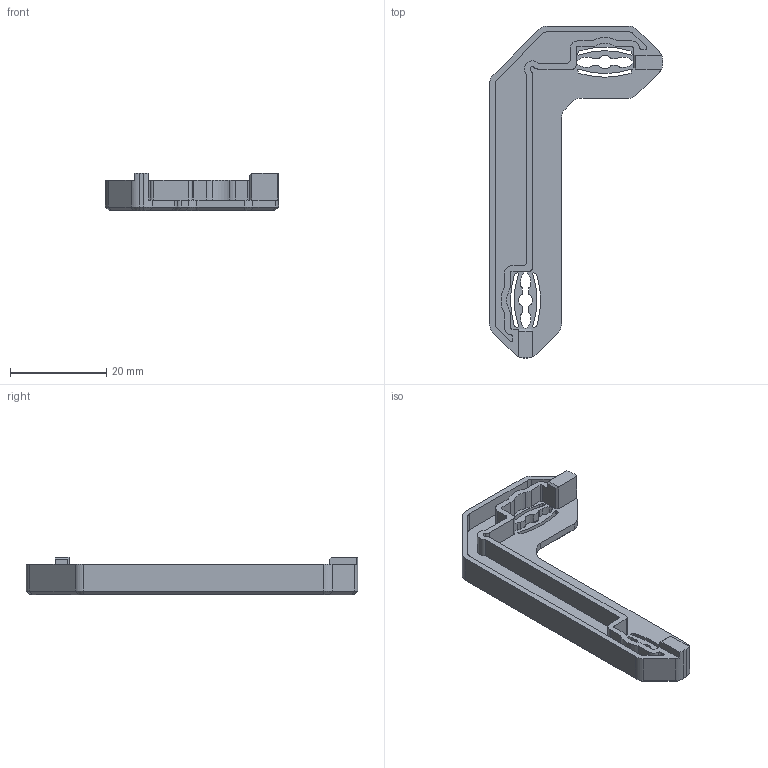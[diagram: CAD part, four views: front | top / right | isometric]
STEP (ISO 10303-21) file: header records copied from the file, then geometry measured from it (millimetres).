
FILE_DESCRIPTION(/* description */ ('','CAx-IF Rec.Pracs.---Representation and Presentation of Product Manufacturing Information (PMI)---4.0---2014-10-13'),/* implementation_level */ '2;1');
FILE_NAME(/* name */ '1515 Upper Corner Lock 4mm.step',/* time_stamp */ '2024-12-04T10:18:45-07:00',/* author */ (''),/* organization */ (''),/* preprocessor_version */ 'ST-DEVELOPER v20',/* originating_system */ 'Autodesk Translation Framework v13.20.0.188',/* authorisation */ '');
FILE_SCHEMA (('AP242_MANAGED_MODEL_BASED_3D_ENGINEERING_MIM_LF { 1 0 10303 442 1 1 4 }'));
Length unit declared in the file: millimetre
Products named in the file (1): FusionComponent
Bounding box: 36 x 69.03 x 7.85 mm (x, y, z)
Volume: 3668.8 mm3; surface area: 4650.5 mm2
Topology: 1 solids, 1 shells, 219 faces, 610 edges, 398 vertices
Faces by surface type: plane 107, cylinder 96, cone 16
Full cylindrical faces by diameter (mm): 1.125 x4
Entity records: 7132 total; most frequent: DIRECTION 1282, CARTESIAN_POINT 1228, ORIENTED_EDGE 1220, EDGE_CURVE 610, AXIS2_PLACEMENT_3D 452, VERTEX_POINT 398, LINE 378, VECTOR 378
